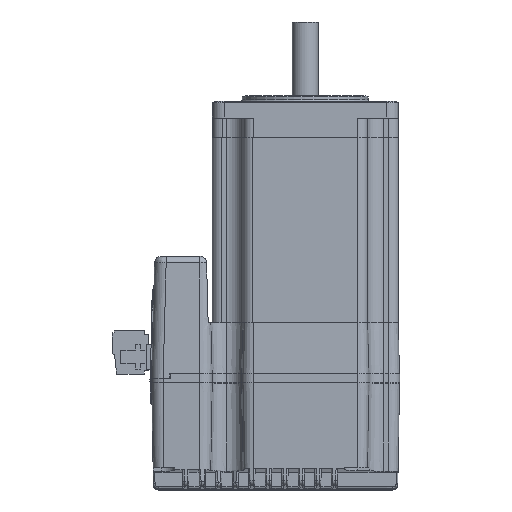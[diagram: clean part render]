
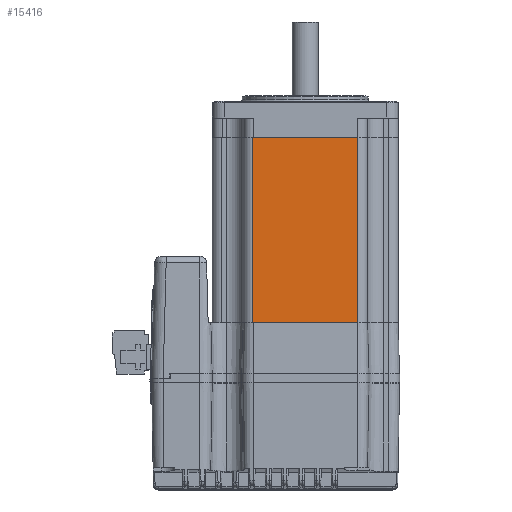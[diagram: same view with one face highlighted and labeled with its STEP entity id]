
A CAD part, top view. The second image highlights one B-rep face of the part: STEP entity #15416.
In plain terms, the highlighted planar face has unit normal (0, 0, 1).
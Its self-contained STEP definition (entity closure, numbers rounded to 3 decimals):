
#15265 = VERTEX_POINT ( 'NONE', #28253 ) ;
#15286 = VERTEX_POINT ( 'NONE', #28294 ) ;
#15342 = EDGE_CURVE ( 'NONE', #15265, #15286, #27121, .T. ) ;
#15363 = EDGE_CURVE ( 'NONE', #15419, #15364, #28409, .T. ) ;
#15364 = VERTEX_POINT ( 'NONE', #28424 ) ;
#15397 = ORIENTED_EDGE ( 'NONE', *, *, #15363, .T. ) ;
#15399 = ORIENTED_EDGE ( 'NONE', *, *, #15342, .F. ) ;
#15400 = ORIENTED_EDGE ( 'NONE', *, *, #15414, .F. ) ;
#15401 = EDGE_CURVE ( 'NONE', #15265, #15419, #28523, .T. ) ;
#15414 = EDGE_CURVE ( 'NONE', #15286, #15364, #28516, .T. ) ;
#15416 = ADVANCED_FACE ( 'NONE', ( #28529 ), #28540, .F. ) ;
#15417 = ORIENTED_EDGE ( 'NONE', *, *, #15401, .T. ) ;
#15419 = VERTEX_POINT ( 'NONE', #28498 ) ;
#15424 = EDGE_LOOP ( 'NONE', ( #15397, #15400, #15399, #15417 ) ) ;
#27115 = CARTESIAN_POINT ( 'NONE',  ( 16.105, -47.977, 33.007 ) ) ;
#27121 = LINE ( 'NONE', #27115, #27372 ) ;
#27362 = DIRECTION ( 'NONE',  ( -1., 0., 0. ) ) ;
#27372 = VECTOR ( 'NONE', #27362, 1000. ) ;
#28253 = CARTESIAN_POINT ( 'NONE',  ( 16.105, -47.977, 33.007 ) ) ;
#28294 = CARTESIAN_POINT ( 'NONE',  ( -15.495, -47.977, 33.007 ) ) ;
#28403 = DIRECTION ( 'NONE',  ( -1., 0., 0. ) ) ;
#28404 = VECTOR ( 'NONE', #28403, 1000. ) ;
#28405 = CARTESIAN_POINT ( 'NONE',  ( 16.105, 8.023, 33.007 ) ) ;
#28409 = LINE ( 'NONE', #28405, #28404 ) ;
#28424 = CARTESIAN_POINT ( 'NONE',  ( -15.495, 8.023, 33.007 ) ) ;
#28464 = DIRECTION ( 'NONE',  ( 0., 1., 0. ) ) ;
#28465 = CARTESIAN_POINT ( 'NONE',  ( 16.105, -47.977, 33.007 ) ) ;
#28472 = VECTOR ( 'NONE', #28464, 1000. ) ;
#28497 = CARTESIAN_POINT ( 'NONE',  ( 16.105, -47.977, 33.007 ) ) ;
#28498 = CARTESIAN_POINT ( 'NONE',  ( 16.105, 8.023, 33.007 ) ) ;
#28514 = AXIS2_PLACEMENT_3D ( 'NONE', #28497, #28536, #28535 ) ;
#28516 = LINE ( 'NONE', #28539, #28538 ) ;
#28523 = LINE ( 'NONE', #28465, #28472 ) ;
#28529 = FACE_OUTER_BOUND ( 'NONE', #15424, .T. ) ;
#28535 = DIRECTION ( 'NONE',  ( 0., 1., 0. ) ) ;
#28536 = DIRECTION ( 'NONE',  ( 0., 0., -1. ) ) ;
#28537 = DIRECTION ( 'NONE',  ( 0., 1., 0. ) ) ;
#28538 = VECTOR ( 'NONE', #28537, 1000. ) ;
#28539 = CARTESIAN_POINT ( 'NONE',  ( -15.495, -47.977, 33.007 ) ) ;
#28540 = PLANE ( 'NONE',  #28514 ) ;
